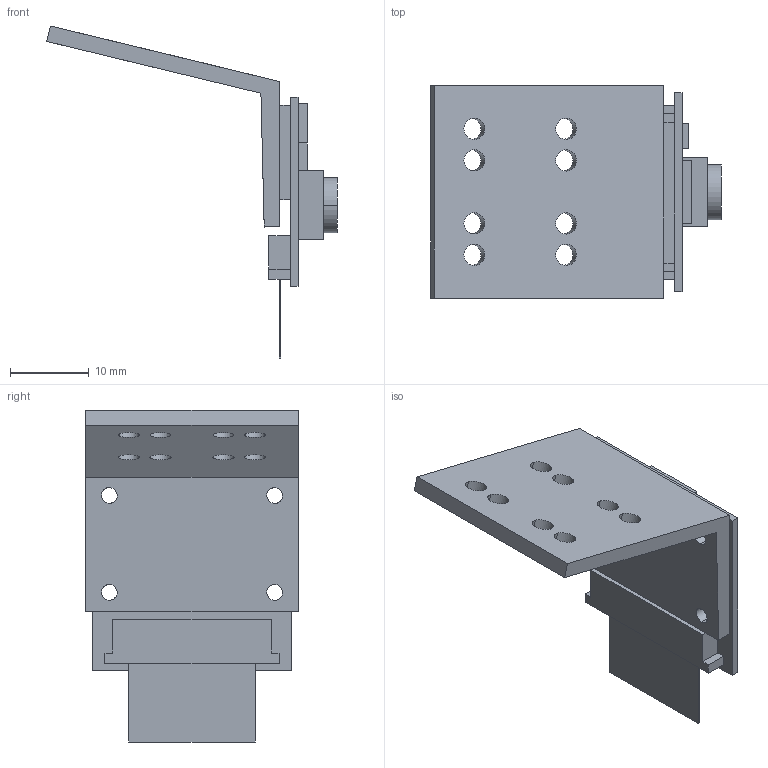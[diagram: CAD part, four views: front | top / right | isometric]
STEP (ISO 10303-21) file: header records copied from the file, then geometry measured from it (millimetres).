
FILE_DESCRIPTION (( 'STEP AP214' ), '1' );
FILE_NAME ('camera_link.STEP', '2022-09-11T13:39:24', ( '' ), ( '' ), 'SwSTEP 2.0', 'SolidWorks 2021', '' );
FILE_SCHEMA (( 'AUTOMOTIVE_DESIGN' ));
Length unit declared in the file: millimetre
Products named in the file (3): camera_link; RPi cam Rev 1.3_Vìchoz¡; camera_stand_reversed
Assembly tree (2 placements, depth 2):
  camera_link
    RPi cam Rev 1.3_Vìchoz¡
    camera_stand_reversed
Bounding box: 36.93 x 27 x 42.16 mm (x, y, z)
Volume: 4108.7 mm3; surface area: 4944.7 mm2
Topology: 2 solids, 2 shells, 89 faces, 234 edges, 156 vertices
Faces by surface type: plane 53, cylinder 36
Entity records: 3553 total; most frequent: CARTESIAN_POINT 508, DIRECTION 478, ORIENTED_EDGE 468, EDGE_CURVE 234, LINE 162, VECTOR 162, AXIS2_PLACEMENT_3D 158, VERTEX_POINT 156
